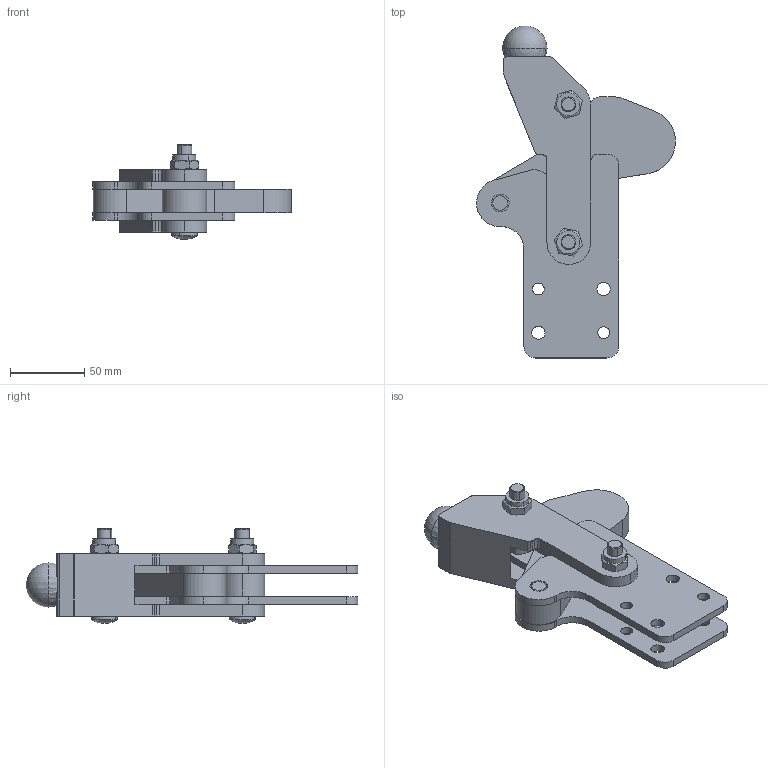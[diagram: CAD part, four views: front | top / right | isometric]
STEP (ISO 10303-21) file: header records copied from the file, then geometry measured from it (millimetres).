
FILE_DESCRIPTION((''),'2;1');
FILE_NAME('M30-00.stp','2007-02-28T14:35:14',('matthew'),(''),'Autodesk Inventor 8','Autodesk Inventor 8','');
FILE_SCHEMA(('AUTOMOTIVE_DESIGN { 1 0 10303 214 1 1 1 1 }'));
Length unit declared in the file: millimetre
Products named in the file (13): M30-00; M30-001; M30-002; M30-003; M30-004; M30-005; M30-006; M30-007; M30-008; M30-009; M30-0010; M30-0011; M30-0012
Assembly tree (12 placements, depth 2):
  M30-00
    M30-001
    M30-002
    M30-003
    M30-004
    M30-005
    M30-006
    M30-007
    M30-008
    M30-009
    M30-0010
    M30-0011
    M30-0012
Bounding box: 134.2 x 223.89 x 63.95 mm (x, y, z)
Volume: 323493.4 mm3; surface area: 110020.4 mm2
Topology: 12 solids, 12 shells, 248 faces, 635 edges, 412 vertices
Faces by surface type: cylinder 111, plane 81, bspline 26, cone 24, sphere 6
Entity records: 8352 total; most frequent: CARTESIAN_POINT 1818, DIRECTION 1405, ORIENTED_EDGE 1260, EDGE_CURVE 630, AXIS2_PLACEMENT_3D 553, VERTEX_POINT 411, CIRCLE 306, EDGE_LOOP 301
